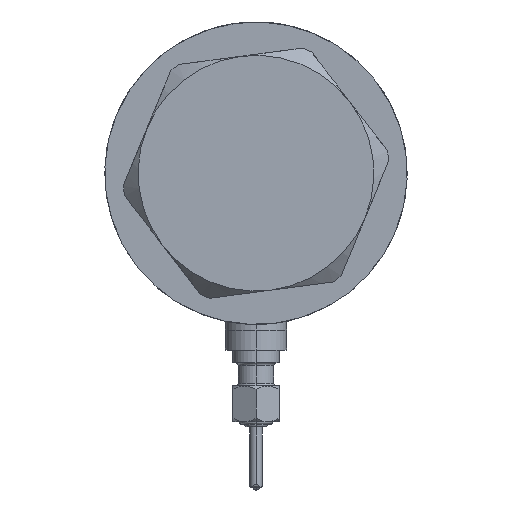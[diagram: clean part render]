
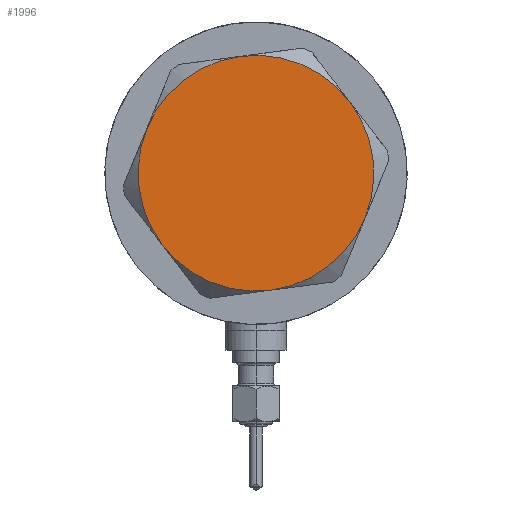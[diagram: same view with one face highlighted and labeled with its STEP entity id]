
A CAD part, left-side view. The second image highlights one B-rep face of the part: STEP entity #1996.
In plain terms, the highlighted face is planar.
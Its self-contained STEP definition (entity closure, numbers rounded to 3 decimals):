
#50 = VERTEX_POINT ( 'NONE', #6015 ) ;
#161 = CARTESIAN_POINT ( 'NONE',  ( 0., 0., 13. ) ) ;
#342 = ORIENTED_EDGE ( 'NONE', *, *, #3933, .T. ) ;
#454 = DIRECTION ( 'NONE',  ( 1., 0., 0. ) ) ;
#555 = ORIENTED_EDGE ( 'NONE', *, *, #4419, .T. ) ;
#748 = DIRECTION ( 'NONE',  ( 1., 0., 0. ) ) ;
#843 = AXIS2_PLACEMENT_3D ( 'NONE', #3500, #5503, #1000 ) ;
#906 = VERTEX_POINT ( 'NONE', #2476 ) ;
#918 = DIRECTION ( 'NONE',  ( 0., 0., 1. ) ) ;
#1000 = DIRECTION ( 'NONE',  ( 1., 0., 0. ) ) ;
#1045 = DIRECTION ( 'NONE',  ( 1., 0., 0. ) ) ;
#1107 = VERTEX_POINT ( 'NONE', #4329 ) ;
#1196 = CARTESIAN_POINT ( 'NONE',  ( 0., 0., 13. ) ) ;
#1358 = CIRCLE ( 'NONE', #1676, 23. ) ;
#1465 = EDGE_CURVE ( 'NONE', #1107, #5675, #2804, .T. ) ;
#1471 = PLANE ( 'NONE',  #2502 ) ;
#1494 = ORIENTED_EDGE ( 'NONE', *, *, #6010, .T. ) ;
#1676 = AXIS2_PLACEMENT_3D ( 'NONE', #4222, #6201, #5716 ) ;
#1816 = VERTEX_POINT ( 'NONE', #2874 ) ;
#1935 = CARTESIAN_POINT ( 'NONE',  ( 0., 0., 13. ) ) ;
#1958 = VERTEX_POINT ( 'NONE', #4570 ) ;
#1996 = ADVANCED_FACE ( 'NONE', ( #4066 ), #1471, .T. ) ;
#2158 = ORIENTED_EDGE ( 'NONE', *, *, #1465, .T. ) ;
#2476 = CARTESIAN_POINT ( 'NONE',  ( 23., 0., 13. ) ) ;
#2502 = AXIS2_PLACEMENT_3D ( 'NONE', #1935, #3483, #1045 ) ;
#2533 = CIRCLE ( 'NONE', #3367, 23. ) ;
#2804 = CIRCLE ( 'NONE', #3443, 23. ) ;
#2820 = CARTESIAN_POINT ( 'NONE',  ( 0., 0., 13. ) ) ;
#2834 = CARTESIAN_POINT ( 'NONE',  ( 11.5, -19.919, 13. ) ) ;
#2852 = DIRECTION ( 'NONE',  ( 0., 0., 1. ) ) ;
#2874 = CARTESIAN_POINT ( 'NONE',  ( 11.5, 19.919, 13. ) ) ;
#3367 = AXIS2_PLACEMENT_3D ( 'NONE', #5871, #918, #4443 ) ;
#3443 = AXIS2_PLACEMENT_3D ( 'NONE', #2820, #2852, #6404 ) ;
#3483 = DIRECTION ( 'NONE',  ( 0., 0., 1. ) ) ;
#3500 = CARTESIAN_POINT ( 'NONE',  ( 0., 0., 13. ) ) ;
#3720 = EDGE_LOOP ( 'NONE', ( #342, #5976, #5335, #555, #1494, #2158 ) ) ;
#3891 = CIRCLE ( 'NONE', #4214, 23. ) ;
#3933 = EDGE_CURVE ( 'NONE', #5675, #906, #1358, .T. ) ;
#4066 = FACE_OUTER_BOUND ( 'NONE', #3720, .T. ) ;
#4214 = AXIS2_PLACEMENT_3D ( 'NONE', #161, #4259, #748 ) ;
#4222 = CARTESIAN_POINT ( 'NONE',  ( 0., 0., 13. ) ) ;
#4259 = DIRECTION ( 'NONE',  ( 0., 0., 1. ) ) ;
#4317 = AXIS2_PLACEMENT_3D ( 'NONE', #1196, #4324, #454 ) ;
#4324 = DIRECTION ( 'NONE',  ( 0., 0., 1. ) ) ;
#4329 = CARTESIAN_POINT ( 'NONE',  ( -11.5, -19.919, 13. ) ) ;
#4419 = EDGE_CURVE ( 'NONE', #50, #1958, #2533, .T. ) ;
#4443 = DIRECTION ( 'NONE',  ( 1., 0., 0. ) ) ;
#4570 = CARTESIAN_POINT ( 'NONE',  ( -23., 0., 13. ) ) ;
#4957 = CIRCLE ( 'NONE', #4317, 23. ) ;
#5260 = EDGE_CURVE ( 'NONE', #906, #1816, #5653, .T. ) ;
#5335 = ORIENTED_EDGE ( 'NONE', *, *, #5935, .T. ) ;
#5503 = DIRECTION ( 'NONE',  ( 0., 0., 1. ) ) ;
#5653 = CIRCLE ( 'NONE', #843, 23. ) ;
#5675 = VERTEX_POINT ( 'NONE', #2834 ) ;
#5716 = DIRECTION ( 'NONE',  ( 1., 0., 0. ) ) ;
#5871 = CARTESIAN_POINT ( 'NONE',  ( 0., 0., 13. ) ) ;
#5935 = EDGE_CURVE ( 'NONE', #1816, #50, #3891, .T. ) ;
#5976 = ORIENTED_EDGE ( 'NONE', *, *, #5260, .T. ) ;
#6010 = EDGE_CURVE ( 'NONE', #1958, #1107, #4957, .T. ) ;
#6015 = CARTESIAN_POINT ( 'NONE',  ( -11.5, 19.919, 13. ) ) ;
#6201 = DIRECTION ( 'NONE',  ( 0., 0., 1. ) ) ;
#6404 = DIRECTION ( 'NONE',  ( 1., 0., 0. ) ) ;
